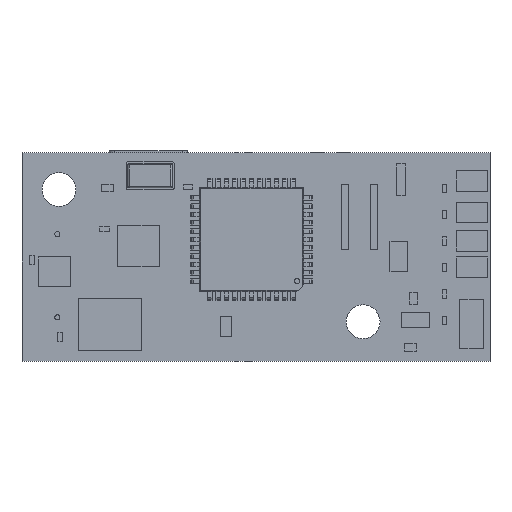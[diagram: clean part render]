
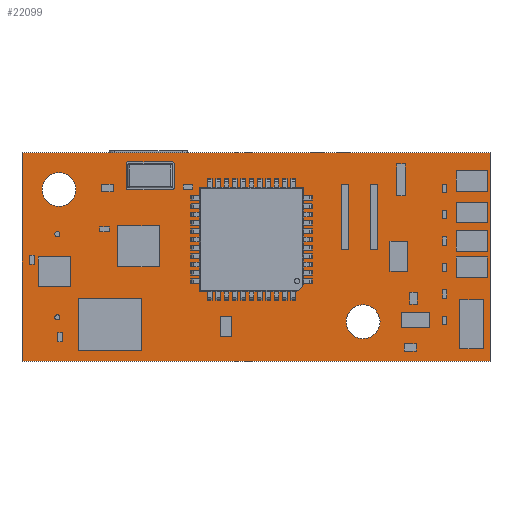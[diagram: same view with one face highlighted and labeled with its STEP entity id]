
A CAD part, top view. The second image highlights one B-rep face of the part: STEP entity #22099.
In plain terms, the highlighted planar face has unit normal (0, 0, 1).
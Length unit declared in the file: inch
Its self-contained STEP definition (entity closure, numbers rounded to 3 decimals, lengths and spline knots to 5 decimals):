
#671=FACE_BOUND('',#2967,.T.);
#672=FACE_BOUND('',#2968,.T.);
#721=PLANE('',#23651);
#1714=FACE_OUTER_BOUND('',#2966,.T.);
#2966=EDGE_LOOP('',(#15434,#15435,#15436,#15437));
#2967=EDGE_LOOP('',(#15438));
#2968=EDGE_LOOP('',(#15439));
#4262=LINE('',#31970,#6950);
#4265=LINE('',#31976,#6953);
#4268=LINE('',#31982,#6956);
#4271=LINE('',#31986,#6959);
#6950=VECTOR('',#25535,0.3937);
#6953=VECTOR('',#25540,0.3937);
#6956=VECTOR('',#25545,0.3937);
#6959=VECTOR('',#25550,0.3937);
#9634=CIRCLE('',#23642,0.064);
#9636=CIRCLE('',#23645,0.064);
#10140=VERTEX_POINT('',#31952);
#10142=VERTEX_POINT('',#31958);
#10146=VERTEX_POINT('',#31967);
#10147=VERTEX_POINT('',#31969);
#10149=VERTEX_POINT('',#31975);
#10151=VERTEX_POINT('',#31981);
#12184=EDGE_CURVE('',#10140,#10140,#9634,.T.);
#12187=EDGE_CURVE('',#10142,#10142,#9636,.T.);
#12192=EDGE_CURVE('',#10147,#10146,#4262,.T.);
#12195=EDGE_CURVE('',#10149,#10147,#4265,.T.);
#12198=EDGE_CURVE('',#10151,#10149,#4268,.T.);
#12201=EDGE_CURVE('',#10146,#10151,#4271,.T.);
#15434=ORIENTED_EDGE('',*,*,#12201,.T.);
#15435=ORIENTED_EDGE('',*,*,#12198,.T.);
#15436=ORIENTED_EDGE('',*,*,#12195,.T.);
#15437=ORIENTED_EDGE('',*,*,#12192,.T.);
#15438=ORIENTED_EDGE('',*,*,#12184,.T.);
#15439=ORIENTED_EDGE('',*,*,#12187,.T.);
#22099=ADVANCED_FACE('',(#1714,#671,#672),#721,.T.);
#23642=AXIS2_PLACEMENT_3D('',#31953,#25519,#25520);
#23645=AXIS2_PLACEMENT_3D('',#31959,#25526,#25527);
#23651=AXIS2_PLACEMENT_3D('',#31987,#25551,#25552);
#25519=DIRECTION('center_axis',(0.,0.,-1.));
#25520=DIRECTION('ref_axis',(1.,0.,0.));
#25526=DIRECTION('center_axis',(0.,0.,-1.));
#25527=DIRECTION('ref_axis',(1.,0.,0.));
#25535=DIRECTION('',(-1.,0.,0.));
#25540=DIRECTION('',(0.,1.,0.));
#25545=DIRECTION('',(1.,0.,0.));
#25550=DIRECTION('',(0.,-1.,0.));
#25551=DIRECTION('center_axis',(0.,0.,1.));
#25552=DIRECTION('ref_axis',(1.,0.,0.));
#31952=CARTESIAN_POINT('',(0.076,0.65,0.067));
#31953=CARTESIAN_POINT('Origin',(0.14,0.65,0.067));
#31958=CARTESIAN_POINT('',(1.226,0.15,0.067));
#31959=CARTESIAN_POINT('Origin',(1.29,0.15,0.067));
#31967=CARTESIAN_POINT('',(0.,0.79,0.067));
#31969=CARTESIAN_POINT('',(1.77,0.79,0.067));
#31970=CARTESIAN_POINT('',(1.77,0.79,0.067));
#31975=CARTESIAN_POINT('',(1.77,0.,0.067));
#31976=CARTESIAN_POINT('',(1.77,0.,0.067));
#31981=CARTESIAN_POINT('',(0.,0.,0.067));
#31982=CARTESIAN_POINT('',(0.,0.,0.067));
#31986=CARTESIAN_POINT('',(0.,0.79,0.067));
#31987=CARTESIAN_POINT('Origin',(0.885,0.395,0.067));
